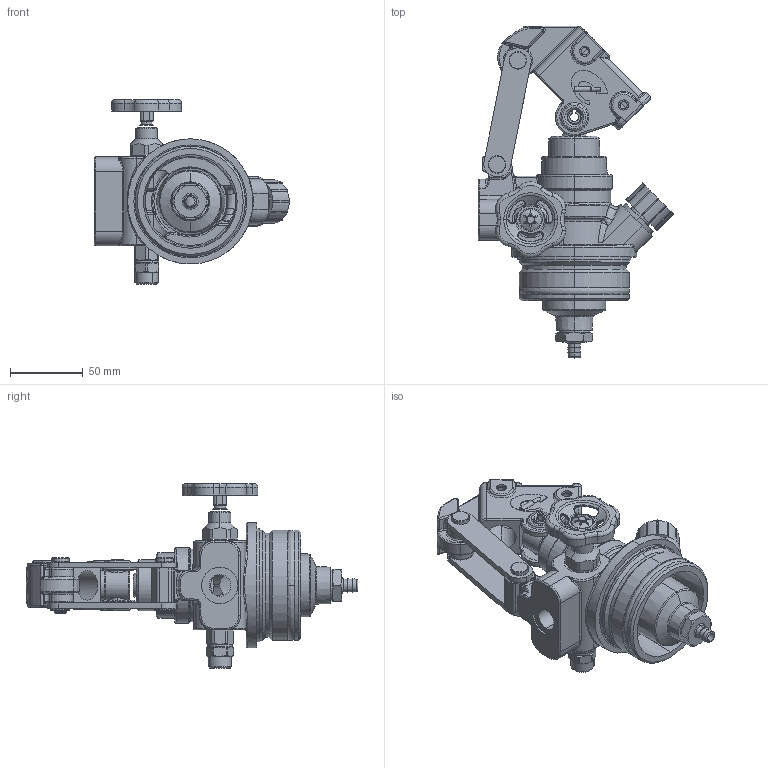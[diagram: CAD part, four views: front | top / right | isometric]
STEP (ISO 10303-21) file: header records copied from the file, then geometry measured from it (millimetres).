
FILE_DESCRIPTION (( 'STEP AP203' ), '1' );
FILE_NAME ('P1230SV1.STEP', '2013-06-12T12:06:12', ( '' ), ( '' ), 'SwSTEP 2.0', 'SolidWorks 2013', '' );
FILE_SCHEMA (( 'CONFIG_CONTROL_DESIGN' ));
Length unit declared in the file: millimetre
Products named in the file (1): P1230SV1
Bounding box: 134.36 x 228.11 x 126.9 mm (x, y, z)
Surface area: 109245.5 mm2 (no closed solid volume)
Topology: 0 solids, 40 shells, 1195 faces, 3252 edges, 2008 vertices
Faces by surface type: cylinder 455, torus 240, plane 194, bspline 186, cone 99, sphere 21
Entity records: 47212 total; most frequent: CARTESIAN_POINT 18509, DIRECTION 6211, ORIENTED_EDGE 5762, EDGE_CURVE 3196, AXIS2_PLACEMENT_3D 2632, VERTEX_POINT 2004, CIRCLE 1622, EDGE_LOOP 1263
